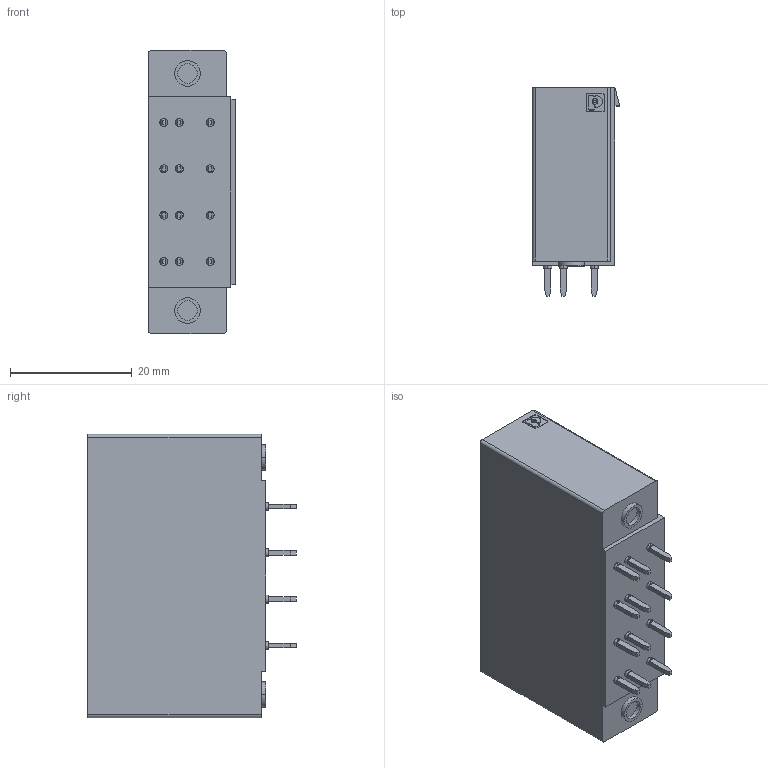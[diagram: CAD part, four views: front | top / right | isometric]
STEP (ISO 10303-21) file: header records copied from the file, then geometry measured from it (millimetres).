
FILE_DESCRIPTION(('SolidDesigner STEP Export'),'2;1');
FILE_NAME('pcv_5-4-gf-7.62.stp','2014-09-09T 9:15:36',(''),(''),'Creo Elements/Direct Modeling STEP processor for AP214 (Solid Model)','Creo Elements/Direct Modeling 18.1B 29-Sep-2012 (C) Parametric Technology GmbH','');
FILE_SCHEMA(('AUTOMOTIVE_DESIGN { 1 0 10303 214 1 1 1 1 }'));
Length unit declared in the file: millimetre
Products named in the file (2): pcv_5-4-gf-7.62
Assembly tree (1 placements, depth 2):
  pcv_5-4-gf-7.62
    pcv_5-4-gf-7.62
Bounding box: 14.29 x 34.25 x 46.58 mm (x, y, z)
Volume: 14319.1 mm3; surface area: 7266.1 mm2
Topology: 4 solids, 4 shells, 362 faces, 942 edges, 631 vertices
Faces by surface type: plane 285, cylinder 77
Entity records: 13478 total; most frequent: ORIENTED_EDGE 1872, CARTESIAN_POINT 1849, DIRECTION 1686, EDGE_CURVE 936, VECTOR 754, LINE 754, VERTEX_POINT 629, AXIS2_PLACEMENT_3D 466
